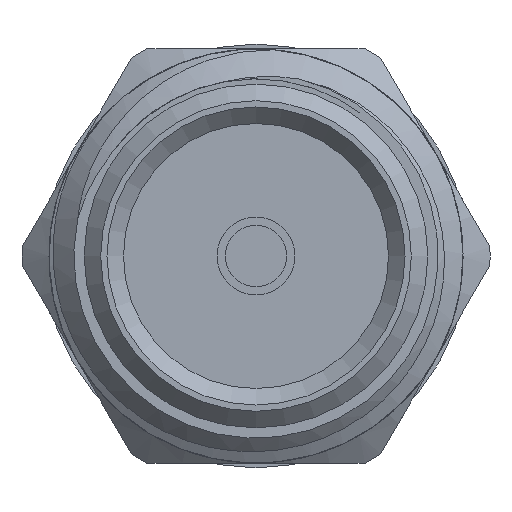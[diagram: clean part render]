
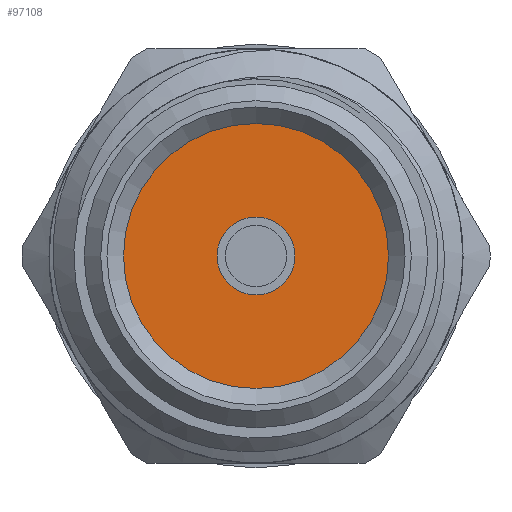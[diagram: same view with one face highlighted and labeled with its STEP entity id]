
A CAD part, left-side view. The second image highlights one B-rep face of the part: STEP entity #97108.
In plain terms, the highlighted planar face has unit normal (-1, 0, 0).
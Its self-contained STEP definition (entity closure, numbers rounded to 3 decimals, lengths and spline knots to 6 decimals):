
#5768 = ORIENTED_EDGE ( 'NONE', *, *, #75494, .T. ) ;
#13389 = EDGE_LOOP ( 'NONE', ( #5768 ) ) ;
#15622 = EDGE_LOOP ( 'NONE', ( #54911 ) ) ;
#16892 = CARTESIAN_POINT ( 'NONE',  ( 0.08, 0., 0. ) ) ;
#24412 = CARTESIAN_POINT ( 'NONE',  ( 0.08, 0., 0. ) ) ;
#26643 = DIRECTION ( 'NONE',  ( -1., 0., 0. ) ) ;
#30555 = CIRCLE ( 'NONE', #55957, 0.0235 ) ;
#34492 = PLANE ( 'NONE',  #102257 ) ;
#43915 = DIRECTION ( 'NONE',  ( 0., 0., 1. ) ) ;
#45120 = DIRECTION ( 'NONE',  ( -1., 0., 0. ) ) ;
#45444 = DIRECTION ( 'NONE',  ( -1., 0., 0. ) ) ;
#45665 = EDGE_CURVE ( 'NONE', #101314, #101314, #30555, .T. ) ;
#54911 = ORIENTED_EDGE ( 'NONE', *, *, #45665, .F. ) ;
#55957 = AXIS2_PLACEMENT_3D ( 'NONE', #24412, #45120, #43915 ) ;
#59217 = CIRCLE ( 'NONE', #80660, 0.08 ) ;
#64196 = CARTESIAN_POINT ( 'NONE',  ( 0.08, 0., 0.08 ) ) ;
#72927 = FACE_OUTER_BOUND ( 'NONE', #13389, .T. ) ;
#73332 = VERTEX_POINT ( 'NONE', #64196 ) ;
#73631 = DIRECTION ( 'NONE',  ( 0., 0., 1. ) ) ;
#75494 = EDGE_CURVE ( 'NONE', #73332, #73332, #59217, .T. ) ;
#80660 = AXIS2_PLACEMENT_3D ( 'NONE', #16892, #26643, #73631 ) ;
#97108 = ADVANCED_FACE ( 'NONE', ( #99690, #72927 ), #34492, .T. ) ;
#99088 = DIRECTION ( 'NONE',  ( 0., 0., 1. ) ) ;
#99690 = FACE_BOUND ( 'NONE', #15622, .T. ) ;
#101314 = VERTEX_POINT ( 'NONE', #110432 ) ;
#102257 = AXIS2_PLACEMENT_3D ( 'NONE', #107612, #45444, #99088 ) ;
#107612 = CARTESIAN_POINT ( 'NONE',  ( 0.08, 0., 0. ) ) ;
#110432 = CARTESIAN_POINT ( 'NONE',  ( 0.08, 0., 0.0235 ) ) ;
